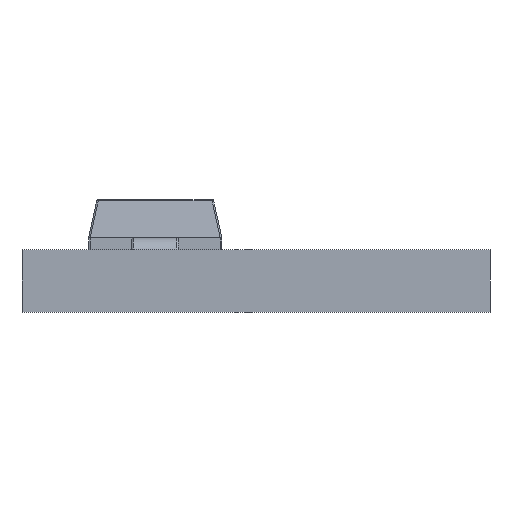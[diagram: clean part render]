
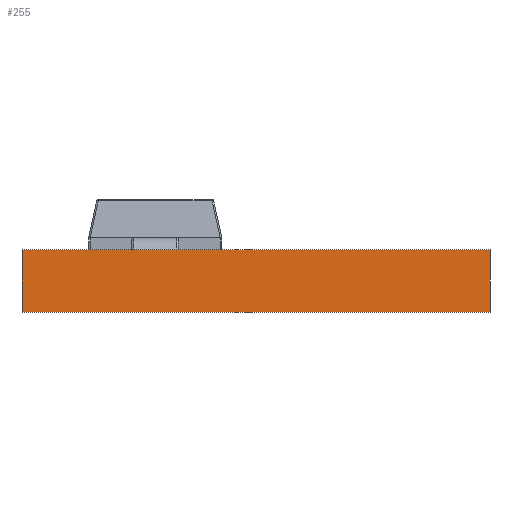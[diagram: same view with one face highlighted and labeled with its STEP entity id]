
A CAD part, left-side view. The second image highlights one B-rep face of the part: STEP entity #255.
In plain terms, the highlighted free-form (B-spline) face has degree [1, 1] with [2, 2] control points.
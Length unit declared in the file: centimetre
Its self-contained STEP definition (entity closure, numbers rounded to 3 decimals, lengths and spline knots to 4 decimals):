
#255=ADVANCED_FACE('',(#349),#1231,.T.);
#349=FACE_OUTER_BOUND('',#443,.T.);
#443=EDGE_LOOP('',(#537,#538,#539,#540));
#537=ORIENTED_EDGE('',*,*,#925,.T.);
#538=ORIENTED_EDGE('',*,*,#934,.T.);
#539=ORIENTED_EDGE('',*,*,#929,.F.);
#540=ORIENTED_EDGE('',*,*,#933,.F.);
#925=EDGE_CURVE('',#1119,#1120,#1265,.T.);
#929=EDGE_CURVE('',#1123,#1124,#1269,.T.);
#933=EDGE_CURVE('',#1119,#1123,#1273,.T.);
#934=EDGE_CURVE('',#1120,#1124,#1274,.T.);
#1119=VERTEX_POINT('',#1460);
#1120=VERTEX_POINT('',#1461);
#1123=VERTEX_POINT('',#1464);
#1124=VERTEX_POINT('',#1465);
#1231=B_SPLINE_SURFACE_WITH_KNOTS('',1,1,((#1436,#1437),(#1438,#1439)),.UNSPECIFIED.,
.F.,.F.,.F.,(2,2),(2,2),(0.,3.7808),(0.,28.2043),.UNSPECIFIED.);
#1265=B_SPLINE_CURVE_WITH_KNOTS('',1,(#1412,#1413),.UNSPECIFIED.,.F.,.F.,
(2,2),(0.,3.7808),.UNSPECIFIED.);
#1269=B_SPLINE_CURVE_WITH_KNOTS('',1,(#1420,#1421),.UNSPECIFIED.,.F.,.F.,
(2,2),(0.,3.7808),.UNSPECIFIED.);
#1273=B_SPLINE_CURVE_WITH_KNOTS('',1,(#1428,#1429),.UNSPECIFIED.,.F.,.F.,
(2,2),(0.,28.2043),.UNSPECIFIED.);
#1274=B_SPLINE_CURVE_WITH_KNOTS('',1,(#1430,#1431),.UNSPECIFIED.,.F.,.F.,
(2,2),(0.,28.2043),.UNSPECIFIED.);
#1412=CARTESIAN_POINT('',(19.3143,0.,-4.4931));
#1413=CARTESIAN_POINT('',(19.3143,0.,-0.7123));
#1420=CARTESIAN_POINT('',(19.3143,28.2043,-4.4931));
#1421=CARTESIAN_POINT('',(19.3143,28.2043,-0.7123));
#1428=CARTESIAN_POINT('',(19.3143,0.,-4.4931));
#1429=CARTESIAN_POINT('',(19.3143,28.2043,-4.4931));
#1430=CARTESIAN_POINT('',(19.3143,0.,-0.7123));
#1431=CARTESIAN_POINT('',(19.3143,28.2043,-0.7123));
#1436=CARTESIAN_POINT('',(19.3143,0.,-4.4931));
#1437=CARTESIAN_POINT('',(19.3143,28.2043,-4.4931));
#1438=CARTESIAN_POINT('',(19.3143,0.,-0.7123));
#1439=CARTESIAN_POINT('',(19.3143,28.2043,-0.7123));
#1460=CARTESIAN_POINT('',(19.3143,0.,-4.4931));
#1461=CARTESIAN_POINT('',(19.3143,0.,-0.7123));
#1464=CARTESIAN_POINT('',(19.3143,28.2043,-4.4931));
#1465=CARTESIAN_POINT('',(19.3143,28.2043,-0.7123));
